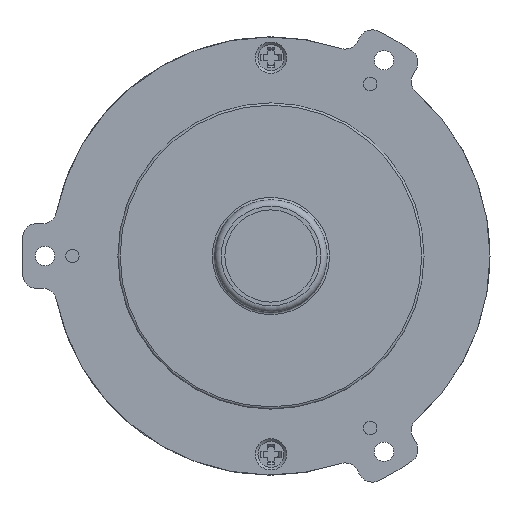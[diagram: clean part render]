
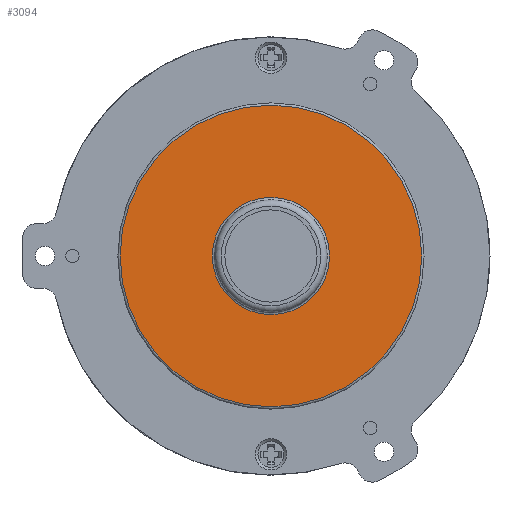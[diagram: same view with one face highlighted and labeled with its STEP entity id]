
A CAD part, left-side view. The second image highlights one B-rep face of the part: STEP entity #3094.
In plain terms, the highlighted planar face has unit normal (-1, 0, 0).
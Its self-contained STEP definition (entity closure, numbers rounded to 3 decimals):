
#3060=CARTESIAN_POINT('',(-35.3,12.7,0.));
#3061=VERTEX_POINT('',#3060);
#3062=CARTESIAN_POINT('',(-35.3,0.,0.));
#3063=DIRECTION('',(1.0,0.0,0.0));
#3064=DIRECTION('',(0.0,1.0,0.0));
#3065=AXIS2_PLACEMENT_3D('',#3062,#3063,#3064);
#3066=CIRCLE('',#3065,12.7);
#3067=EDGE_CURVE('',#3061,#3061,#3066,.T.);
#3075=CARTESIAN_POINT('',(-35.3,22.7,0.));
#3076=DIRECTION('',(-1.0,0.0,0.0));
#3077=DIRECTION('',(0.0,0.0,1.0));
#3078=AXIS2_PLACEMENT_3D('',#3075,#3076,#3077);
#3079=PLANE('',#3078);
#3080=CARTESIAN_POINT('',(-35.3,32.7,0.));
#3081=VERTEX_POINT('',#3080);
#3082=CARTESIAN_POINT('',(-35.3,0.,0.));
#3083=DIRECTION('',(1.0,0.0,0.0));
#3084=DIRECTION('',(0.0,1.0,0.0));
#3085=AXIS2_PLACEMENT_3D('',#3082,#3083,#3084);
#3086=CIRCLE('',#3085,32.7);
#3087=EDGE_CURVE('',#3081,#3081,#3086,.T.);
#3088=ORIENTED_EDGE('',*,*,#3087,.F.);
#3089=EDGE_LOOP('',(#3088));
#3090=FACE_OUTER_BOUND('',#3089,.T.);
#3091=ORIENTED_EDGE('',*,*,#3067,.T.);
#3092=EDGE_LOOP('',(#3091));
#3093=FACE_BOUND('',#3092,.T.);
#3094=ADVANCED_FACE('',(#3090,#3093),#3079,.T.);
